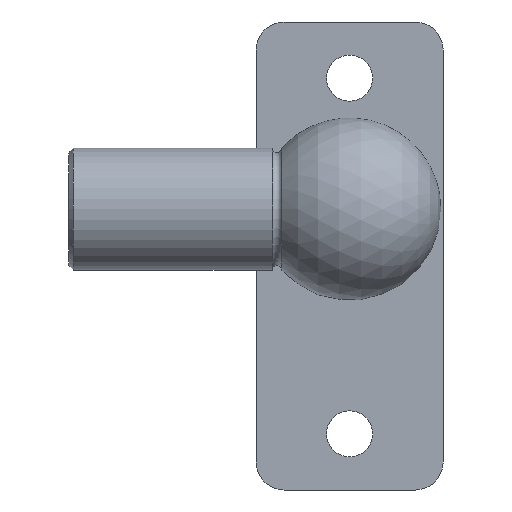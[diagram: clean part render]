
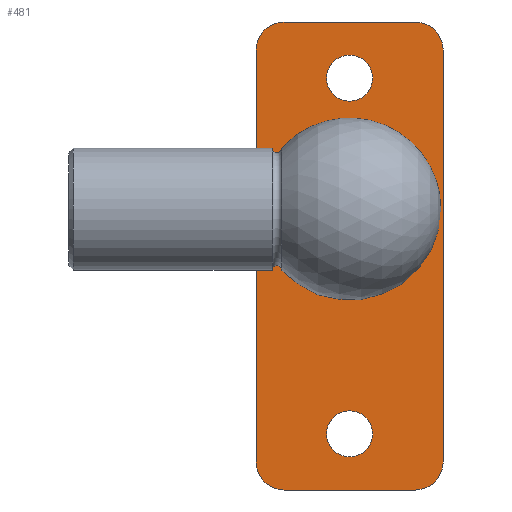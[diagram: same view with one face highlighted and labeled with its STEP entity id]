
A CAD part, front view. The second image highlights one B-rep face of the part: STEP entity #481.
In plain terms, the highlighted planar face has unit normal (0, -1, 0).
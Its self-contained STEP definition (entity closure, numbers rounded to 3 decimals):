
#13=LINE('',#816,#29);
#14=LINE('',#820,#30);
#15=LINE('',#824,#31);
#16=LINE('',#827,#32);
#29=VECTOR('',#672,44.);
#30=VECTOR('',#675,14.);
#31=VECTOR('',#678,44.);
#32=VECTOR('',#681,14.);
#75=PLANE('',#545);
#97=FACE_BOUND('',#180,.T.);
#98=FACE_BOUND('',#181,.T.);
#99=FACE_BOUND('',#182,.T.);
#129=FACE_OUTER_BOUND('',#179,.T.);
#179=EDGE_LOOP('',(#397,#398,#399,#400,#401,#402,#403,#404));
#180=EDGE_LOOP('',(#405));
#181=EDGE_LOOP('',(#406));
#182=EDGE_LOOP('',(#407));
#228=CIRCLE('',#544,3.);
#229=CIRCLE('',#546,3.);
#230=CIRCLE('',#547,3.);
#231=CIRCLE('',#548,3.);
#232=CIRCLE('',#549,2.46);
#233=CIRCLE('',#550,2.46);
#234=CIRCLE('',#551,6.5);
#264=VERTEX_POINT('',#809);
#265=VERTEX_POINT('',#811);
#266=VERTEX_POINT('',#815);
#267=VERTEX_POINT('',#817);
#268=VERTEX_POINT('',#819);
#269=VERTEX_POINT('',#821);
#270=VERTEX_POINT('',#823);
#271=VERTEX_POINT('',#825);
#272=VERTEX_POINT('',#828);
#273=VERTEX_POINT('',#830);
#274=VERTEX_POINT('',#832);
#311=EDGE_CURVE('',#264,#265,#228,.T.);
#313=EDGE_CURVE('',#266,#264,#13,.T.);
#314=EDGE_CURVE('',#267,#266,#229,.T.);
#315=EDGE_CURVE('',#268,#267,#14,.T.);
#316=EDGE_CURVE('',#269,#268,#230,.T.);
#317=EDGE_CURVE('',#270,#269,#15,.T.);
#318=EDGE_CURVE('',#271,#270,#231,.T.);
#319=EDGE_CURVE('',#265,#271,#16,.T.);
#320=EDGE_CURVE('',#272,#272,#232,.T.);
#321=EDGE_CURVE('',#273,#273,#233,.T.);
#322=EDGE_CURVE('',#274,#274,#234,.T.);
#397=ORIENTED_EDGE('',*,*,#311,.F.);
#398=ORIENTED_EDGE('',*,*,#313,.F.);
#399=ORIENTED_EDGE('',*,*,#314,.F.);
#400=ORIENTED_EDGE('',*,*,#315,.F.);
#401=ORIENTED_EDGE('',*,*,#316,.F.);
#402=ORIENTED_EDGE('',*,*,#317,.F.);
#403=ORIENTED_EDGE('',*,*,#318,.F.);
#404=ORIENTED_EDGE('',*,*,#319,.F.);
#405=ORIENTED_EDGE('',*,*,#320,.T.);
#406=ORIENTED_EDGE('',*,*,#321,.T.);
#407=ORIENTED_EDGE('',*,*,#322,.T.);
#481=ADVANCED_FACE('',(#129,#97,#98,#99),#75,.F.);
#544=AXIS2_PLACEMENT_3D('',#812,#667,#668);
#545=AXIS2_PLACEMENT_3D('',#814,#670,#671);
#546=AXIS2_PLACEMENT_3D('',#818,#673,#674);
#547=AXIS2_PLACEMENT_3D('',#822,#676,#677);
#548=AXIS2_PLACEMENT_3D('',#826,#679,#680);
#549=AXIS2_PLACEMENT_3D('',#829,#682,#683);
#550=AXIS2_PLACEMENT_3D('',#831,#684,#685);
#551=AXIS2_PLACEMENT_3D('',#833,#686,#687);
#667=DIRECTION('center_axis',(0.,1.,0.));
#668=DIRECTION('ref_axis',(-0.707,0.,0.707));
#670=DIRECTION('center_axis',(0.,1.,0.));
#671=DIRECTION('ref_axis',(1.,0.,0.));
#672=DIRECTION('',(0.,0.,1.));
#673=DIRECTION('center_axis',(0.,1.,0.));
#674=DIRECTION('ref_axis',(-0.707,0.,-0.707));
#675=DIRECTION('',(-1.,0.,0.));
#676=DIRECTION('center_axis',(0.,1.,0.));
#677=DIRECTION('ref_axis',(0.707,0.,-0.707));
#678=DIRECTION('',(0.,0.,-1.));
#679=DIRECTION('center_axis',(0.,1.,0.));
#680=DIRECTION('ref_axis',(0.707,0.,0.707));
#681=DIRECTION('',(1.,0.,0.));
#682=DIRECTION('center_axis',(0.,1.,0.));
#683=DIRECTION('ref_axis',(1.,0.,0.));
#684=DIRECTION('center_axis',(0.,1.,0.));
#685=DIRECTION('ref_axis',(1.,0.,0.));
#686=DIRECTION('center_axis',(0.,1.,0.));
#687=DIRECTION('ref_axis',(-1.,0.,0.));
#809=CARTESIAN_POINT('',(20.,11.,17.));
#811=CARTESIAN_POINT('',(23.,11.,20.));
#812=CARTESIAN_POINT('Origin',(23.,11.,17.));
#814=CARTESIAN_POINT('Origin',(30.,11.,-5.));
#815=CARTESIAN_POINT('',(20.,11.,-27.));
#816=CARTESIAN_POINT('',(20.,11.,-30.));
#817=CARTESIAN_POINT('',(23.,11.,-30.));
#818=CARTESIAN_POINT('Origin',(23.,11.,-27.));
#819=CARTESIAN_POINT('',(37.,11.,-30.));
#820=CARTESIAN_POINT('',(40.,11.,-30.));
#821=CARTESIAN_POINT('',(40.,11.,-27.));
#822=CARTESIAN_POINT('Origin',(37.,11.,-27.));
#823=CARTESIAN_POINT('',(40.,11.,17.));
#824=CARTESIAN_POINT('',(40.,11.,20.));
#825=CARTESIAN_POINT('',(37.,11.,20.));
#826=CARTESIAN_POINT('Origin',(37.,11.,17.));
#827=CARTESIAN_POINT('',(20.,11.,20.));
#828=CARTESIAN_POINT('',(32.46,11.,14.));
#829=CARTESIAN_POINT('Origin',(30.,11.,14.));
#830=CARTESIAN_POINT('',(32.46,11.,-24.));
#831=CARTESIAN_POINT('Origin',(30.,11.,-24.));
#832=CARTESIAN_POINT('',(36.5,11.,0.));
#833=CARTESIAN_POINT('Origin',(30.,11.,0.));
